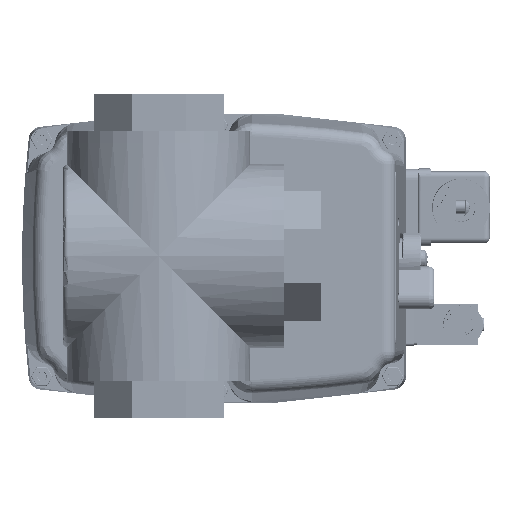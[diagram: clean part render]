
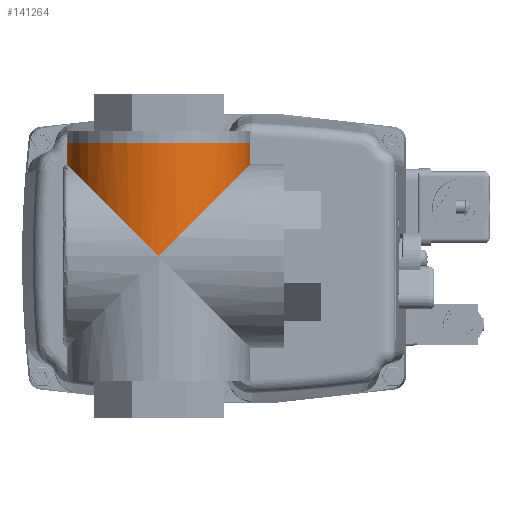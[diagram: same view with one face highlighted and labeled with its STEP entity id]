
A CAD part, front view. The second image highlights one B-rep face of the part: STEP entity #141264.
In plain terms, the highlighted cylindrical face has radius 34.5 mm (diameter 69 mm), a partial arc.
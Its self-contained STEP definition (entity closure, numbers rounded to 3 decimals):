
#744 = CARTESIAN_POINT ( 'NONE',  ( 0., -34.5, 0. ) ) ;
#1417 = CARTESIAN_POINT ( 'NONE',  ( 34.371, -2.978, -34.337 ) ) ;
#3619 = CARTESIAN_POINT ( 'NONE',  ( 17.577, -34.5, -17.577 ) ) ;
#3860 = EDGE_CURVE ( 'NONE', #72854, #134827, #17579, .T. ) ;
#9037 = CARTESIAN_POINT ( 'NONE',  ( 0., -34.5, 0. ) ) ;
#16003 = CARTESIAN_POINT ( 'NONE',  ( 34.387, -2.786, -34.35 ) ) ;
#17579 =( BOUNDED_CURVE ( )  B_SPLINE_CURVE ( 3, ( #33592, #18057, #166076, #50138 ),
 .UNSPECIFIED., .F., .F. ) 
 B_SPLINE_CURVE_WITH_KNOTS ( ( 4, 4 ),
 ( 4.712, 6.283 ),
 .UNSPECIFIED. ) 
 CURVE ( )  GEOMETRIC_REPRESENTATION_ITEM ( )  RATIONAL_B_SPLINE_CURVE ( ( 1., 0.805, 0.805, 1. ) ) 
 REPRESENTATION_ITEM ( '' )  );
#18057 = CARTESIAN_POINT ( 'NONE',  ( -20.21, -34.5, -20.21 ) ) ;
#29624 = EDGE_LOOP ( 'NONE', ( #102517, #120221, #36779, #179356, #176046, #86797 ) ) ;
#30581 = CARTESIAN_POINT ( 'NONE',  ( 34.379, -2.891, -34.343 ) ) ;
#31546 = CARTESIAN_POINT ( 'NONE',  ( 34., -5.852, -34. ) ) ;
#33592 = CARTESIAN_POINT ( 'NONE',  ( 0., -34.5, 0. ) ) ;
#36779 = ORIENTED_EDGE ( 'NONE', *, *, #63220, .T. ) ;
#37459 = EDGE_CURVE ( 'NONE', #155552, #168236, #45032, .T. ) ;
#43891 = VERTEX_POINT ( 'NONE', #145064 ) ;
#45032 = CIRCLE ( 'NONE', #185009, 34.5 ) ;
#45219 = CARTESIAN_POINT ( 'NONE',  ( 34.372, -2.965, -34.337 ) ) ;
#46185 = CARTESIAN_POINT ( 'NONE',  ( 34.5, -0.524, -34.436 ) ) ;
#49952 = AXIS2_PLACEMENT_3D ( 'NONE', #154168, #80131, #185311 ) ;
#50138 = CARTESIAN_POINT ( 'NONE',  ( -34.5, 0., -34.5 ) ) ;
#51023 = LINE ( 'NONE', #110403, #157902 ) ;
#57943 = CARTESIAN_POINT ( 'NONE',  ( 34.5, 0., -34.436 ) ) ;
#58384 = EDGE_CURVE ( 'NONE', #168236, #134827, #51023, .T. ) ;
#59319 = DIRECTION ( 'NONE',  ( -1., 0., 0. ) ) ;
#60852 = CARTESIAN_POINT ( 'NONE',  ( 34.15, -4.98, -34.15 ) ) ;
#63220 = EDGE_CURVE ( 'NONE', #43891, #108652, #173918, .T. ) ;
#70543 = CARTESIAN_POINT ( 'NONE',  ( 34.5, 0., 0. ) ) ;
#72534 = CARTESIAN_POINT ( 'NONE',  ( 34.455, -1.784, -34.403 ) ) ;
#72854 = VERTEX_POINT ( 'NONE', #9037 ) ;
#75423 = CARTESIAN_POINT ( 'NONE',  ( 34.375, -2.935, -34.34 ) ) ;
#77609 = CARTESIAN_POINT ( 'NONE',  ( 34., -5.852, -34. ) ) ;
#80131 = DIRECTION ( 'NONE',  ( 0., 0., 1. ) ) ;
#86797 = ORIENTED_EDGE ( 'NONE', *, *, #58384, .F. ) ;
#94740 = CYLINDRICAL_SURFACE ( 'NONE', #49952, 34.5 ) ;
#102517 = ORIENTED_EDGE ( 'NONE', *, *, #37459, .F. ) ;
#104581 = CARTESIAN_POINT ( 'NONE',  ( 34.28, -4.027, -34.262 ) ) ;
#108652 = VERTEX_POINT ( 'NONE', #146910 ) ;
#110403 = CARTESIAN_POINT ( 'NONE',  ( -34.5, 0., 0. ) ) ;
#111677 = EDGE_CURVE ( 'NONE', #155552, #43891, #189341, .T. ) ;
#120221 = ORIENTED_EDGE ( 'NONE', *, *, #111677, .T. ) ;
#125003 =( BOUNDED_CURVE ( )  B_SPLINE_CURVE ( 3, ( #77609, #136968, #3619, #744 ),
 .UNSPECIFIED., .F., .F. ) 
 B_SPLINE_CURVE_WITH_KNOTS ( ( 4, 4 ),
 ( 0.17, 1.571 ),
 .UNSPECIFIED. ) 
 CURVE ( )  GEOMETRIC_REPRESENTATION_ITEM ( )  RATIONAL_B_SPLINE_CURVE ( ( 1., 0.843, 0.843, 1. ) ) 
 REPRESENTATION_ITEM ( '' )  );
#126797 = EDGE_CURVE ( 'NONE', #108652, #72854, #125003, .T. ) ;
#131253 = CARTESIAN_POINT ( 'NONE',  ( 34.5, 0., -42.5 ) ) ;
#131878 = CARTESIAN_POINT ( 'NONE',  ( 34.404, -2.577, -34.363 ) ) ;
#133254 = CARTESIAN_POINT ( 'NONE',  ( 0., 0., -42.5 ) ) ;
#134827 = VERTEX_POINT ( 'NONE', #178424 ) ;
#136968 = CARTESIAN_POINT ( 'NONE',  ( 31.018, -23.174, -31.018 ) ) ;
#138547 = FACE_OUTER_BOUND ( 'NONE', #29624, .T. ) ;
#141264 = ADVANCED_FACE ( 'NONE', ( #138547 ), #94740, .T. ) ;
#145064 = CARTESIAN_POINT ( 'NONE',  ( 34.5, 0., -34.436 ) ) ;
#146910 = CARTESIAN_POINT ( 'NONE',  ( 34., -5.852, -34. ) ) ;
#150384 = CARTESIAN_POINT ( 'NONE',  ( 34.488, -1.035, -34.428 ) ) ;
#154168 = CARTESIAN_POINT ( 'NONE',  ( 0., 0., 0. ) ) ;
#155552 = VERTEX_POINT ( 'NONE', #131253 ) ;
#157902 = VECTOR ( 'NONE', #169800, 1000. ) ;
#166076 = CARTESIAN_POINT ( 'NONE',  ( -34.5, -20.21, -34.5 ) ) ;
#168236 = VERTEX_POINT ( 'NONE', #172042 ) ;
#169800 = DIRECTION ( 'NONE',  ( 0., 0., 1. ) ) ;
#172042 = CARTESIAN_POINT ( 'NONE',  ( -34.5, 0., -42.5 ) ) ;
#173918 = B_SPLINE_CURVE_WITH_KNOTS ( 'NONE', 3,
 ( #57943, #46185, #150384, #72534, #178635, #131878, #16003, #30581, #75423, #45219, #1417, #104581, #60852, #31546 ),
 .UNSPECIFIED., .F., .F.,
 ( 4, 2, 1, 1, 1, 1, 2, 2, 4 ),
 ( 0., 0.25, 0.375, 0.438, 0.469, 0.484, 0.492, 0.5, 1. ),
 .UNSPECIFIED. ) ;
#175271 = VECTOR ( 'NONE', #190297, 1000. ) ;
#176046 = ORIENTED_EDGE ( 'NONE', *, *, #3860, .T. ) ;
#178424 = CARTESIAN_POINT ( 'NONE',  ( -34.5, 0., -34.5 ) ) ;
#178635 = CARTESIAN_POINT ( 'NONE',  ( 34.434, -2.154, -34.387 ) ) ;
#179356 = ORIENTED_EDGE ( 'NONE', *, *, #126797, .T. ) ;
#185009 = AXIS2_PLACEMENT_3D ( 'NONE', #133254, #192712, #59319 ) ;
#185311 = DIRECTION ( 'NONE',  ( -1., 0., 0. ) ) ;
#189341 = LINE ( 'NONE', #70543, #175271 ) ;
#190297 = DIRECTION ( 'NONE',  ( 0., 0., 1. ) ) ;
#192712 = DIRECTION ( 'NONE',  ( 0., 0., -1. ) ) ;
